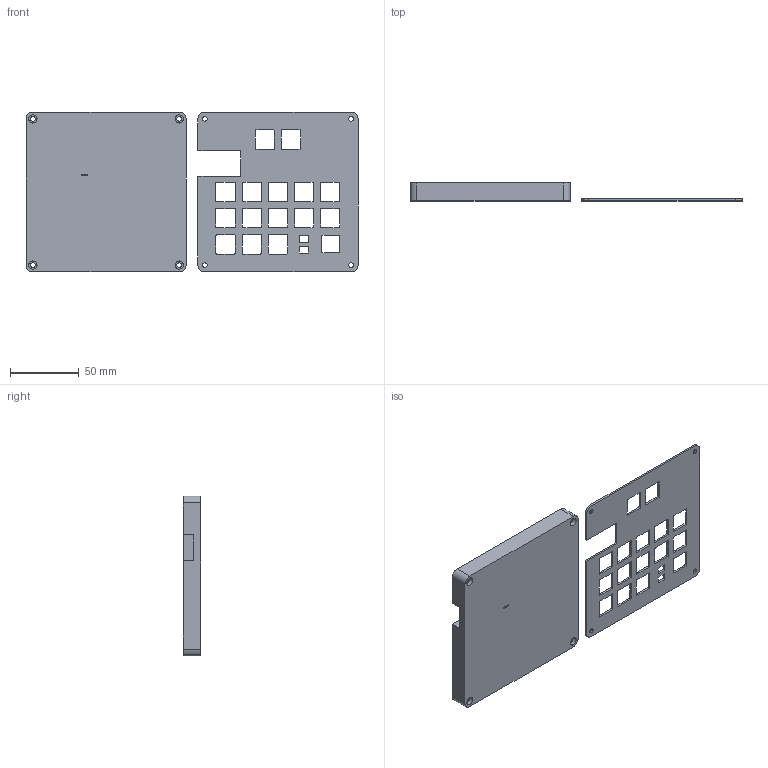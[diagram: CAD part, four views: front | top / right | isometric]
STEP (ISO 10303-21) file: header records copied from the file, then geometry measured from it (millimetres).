
FILE_DESCRIPTION(/* description */ ('','CAx-IF Rec.Pracs.---Representation and Presentation of Product Manufacturing Information (PMI)---4.0---2014-10-13'),/* implementation_level */ '2;1');
FILE_NAME(/* name */ 'de0c2da6-ed15-4f5d-99b8-fcb6f1a84b53.step',/* time_stamp */ '2025-02-17T06:36:55Z',/* author */ (''),/* organization */ (''),/* preprocessor_version */ 'ST-DEVELOPER v20',/* originating_system */ 'Autodesk Translation Framework v13.20.0.188',/* authorisation */ '');
FILE_SCHEMA (('AP242_MANAGED_MODEL_BASED_3D_ENGINEERING_MIM_LF { 1 0 10303 442 1 1 4 }'));
Length unit declared in the file: millimetre
Products named in the file (3): Firepad v1; Firepad-v1; Firepad v1 (top)
Assembly tree (2 placements, depth 3):
  Firepad v1
    Firepad-v1
      Firepad v1 (top)
Bounding box: 241.43 x 13 x 116.33 mm (x, y, z)
Volume: 93509.8 mm3; surface area: 59015.5 mm2
Topology: 2 solids, 2 shells, 337 faces, 951 edges, 634 vertices
Faces by surface type: plane 153, cylinder 92, bspline 92
Full cylindrical faces by diameter (mm): 3.4 x8, 6 x4
Entity records: 11954 total; most frequent: CARTESIAN_POINT 3491, ORIENTED_EDGE 1902, DIRECTION 1451, EDGE_CURVE 951, VERTEX_POINT 634, LINE 583, VECTOR 583, AXIS2_PLACEMENT_3D 434
